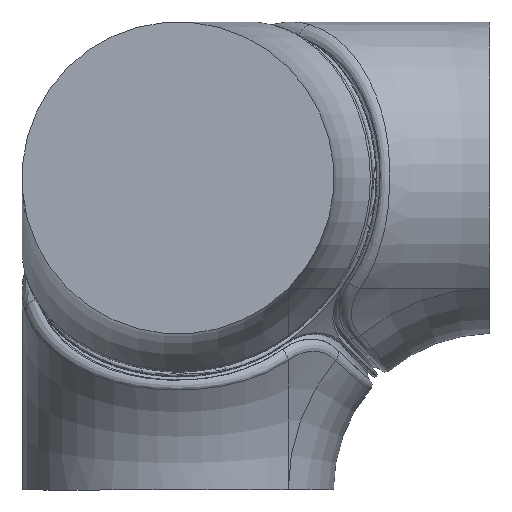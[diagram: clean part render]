
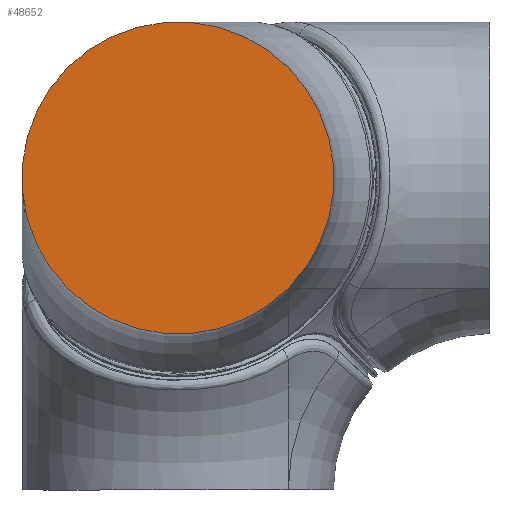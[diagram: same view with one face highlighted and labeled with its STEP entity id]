
A CAD part, left-side view. The second image highlights one B-rep face of the part: STEP entity #48652.
In plain terms, the highlighted planar face has unit normal (-1, 0, 0).
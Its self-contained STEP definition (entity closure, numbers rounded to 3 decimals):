
#9717 = EDGE_LOOP ( 'NONE', ( #31961, #98752 ) ) ;
#10899 = DIRECTION ( 'NONE',  ( 0., 0., -1. ) ) ;
#12538 = AXIS2_PLACEMENT_3D ( 'NONE', #157238, #40255, #92333 ) ;
#31961 = ORIENTED_EDGE ( 'NONE', *, *, #140616, .F. ) ;
#34217 = CIRCLE ( 'NONE', #107825, 3628.6 ) ;
#40255 = DIRECTION ( 'NONE',  ( 1., 0., 0. ) ) ;
#42510 = CIRCLE ( 'NONE', #116139, 3628.6 ) ;
#48652 = ADVANCED_FACE ( 'NONE', ( #53062 ), #105146, .F. ) ;
#51513 = CARTESIAN_POINT ( 'NONE',  ( 0., 7257.199, 7257.199 ) ) ;
#53062 = FACE_OUTER_BOUND ( 'NONE', #9717, .T. ) ;
#55073 = EDGE_CURVE ( 'NONE', #136132, #121011, #42510, .T. ) ;
#75778 = CARTESIAN_POINT ( 'NONE',  ( 0., 7257.199, 7257.199 ) ) ;
#92333 = DIRECTION ( 'NONE',  ( 0., 0., -1. ) ) ;
#98430 = CARTESIAN_POINT ( 'NONE',  ( 0., 4691.392, 4691.392 ) ) ;
#98752 = ORIENTED_EDGE ( 'NONE', *, *, #55073, .F. ) ;
#103601 = DIRECTION ( 'NONE',  ( 1., 0., 0. ) ) ;
#105146 = PLANE ( 'NONE',  #12538 ) ;
#107825 = AXIS2_PLACEMENT_3D ( 'NONE', #75778, #127866, #10899 ) ;
#116139 = AXIS2_PLACEMENT_3D ( 'NONE', #51513, #103601, #155689 ) ;
#121011 = VERTEX_POINT ( 'NONE', #136526 ) ;
#127866 = DIRECTION ( 'NONE',  ( 1., 0., 0. ) ) ;
#136132 = VERTEX_POINT ( 'NONE', #98430 ) ;
#136526 = CARTESIAN_POINT ( 'NONE',  ( 0., 9823.007, 9823.007 ) ) ;
#140616 = EDGE_CURVE ( 'NONE', #121011, #136132, #34217, .T. ) ;
#155689 = DIRECTION ( 'NONE',  ( 0., 0., -1. ) ) ;
#157238 = CARTESIAN_POINT ( 'NONE',  ( 0., 0., 0. ) ) ;
